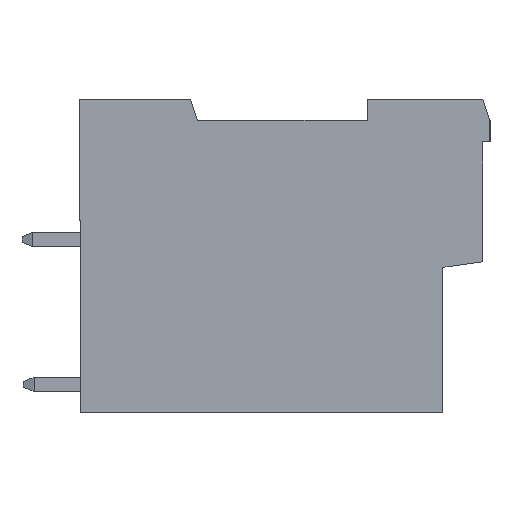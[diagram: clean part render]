
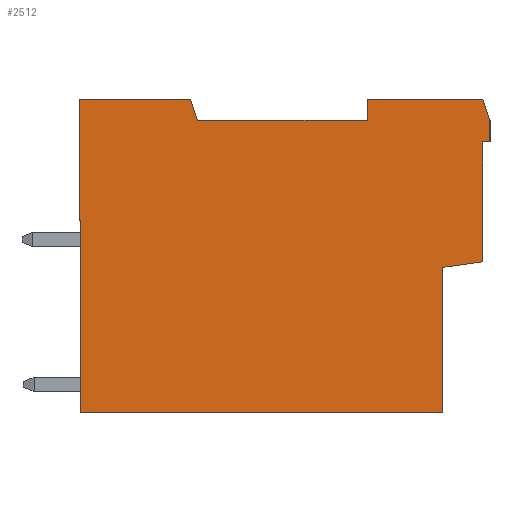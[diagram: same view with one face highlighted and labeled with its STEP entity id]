
A CAD part, left-side view. The second image highlights one B-rep face of the part: STEP entity #2512.
In plain terms, the highlighted planar face has unit normal (-1, 0, 0).
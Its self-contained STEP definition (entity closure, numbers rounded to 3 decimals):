
#2512 = ADVANCED_FACE( '', ( #5247 ), #5248, .T. );
#5247 = FACE_OUTER_BOUND( '', #8227, .T. );
#5248 = PLANE( '', #8228 );
#8227 = EDGE_LOOP( '', ( #15333, #15334, #15335, #15336, #15337, #15338, #15339, #15340, #15341, #15342, #15343, #15344, #15345, #15346, #15347 ) );
#8228 = AXIS2_PLACEMENT_3D( '', #15348, #15349, #15350 );
#15333 = ORIENTED_EDGE( '', *, *, #20973, .T. );
#15334 = ORIENTED_EDGE( '', *, *, #20709, .F. );
#15335 = ORIENTED_EDGE( '', *, *, #19804, .T. );
#15336 = ORIENTED_EDGE( '', *, *, #20847, .T. );
#15337 = ORIENTED_EDGE( '', *, *, #19975, .T. );
#15338 = ORIENTED_EDGE( '', *, *, #20913, .T. );
#15339 = ORIENTED_EDGE( '', *, *, #21133, .T. );
#15340 = ORIENTED_EDGE( '', *, *, #20260, .T. );
#15341 = ORIENTED_EDGE( '', *, *, #20721, .T. );
#15342 = ORIENTED_EDGE( '', *, *, #20773, .T. );
#15343 = ORIENTED_EDGE( '', *, *, #18685, .T. );
#15344 = ORIENTED_EDGE( '', *, *, #18180, .T. );
#15345 = ORIENTED_EDGE( '', *, *, #21134, .T. );
#15346 = ORIENTED_EDGE( '', *, *, #18429, .T. );
#15347 = ORIENTED_EDGE( '', *, *, #21135, .T. );
#15348 = CARTESIAN_POINT( '', ( -21.32, 0., 0. ) );
#15349 = DIRECTION( '', ( -1., 0., 0. ) );
#15350 = DIRECTION( '', ( 0., 0., 1. ) );
#18180 = EDGE_CURVE( '', #21783, #21781, #21784, .T. );
#18429 = EDGE_CURVE( '', #22241, #22239, #22242, .F. );
#18685 = EDGE_CURVE( '', #22688, #21783, #22689, .T. );
#19804 = EDGE_CURVE( '', #24527, #24525, #24528, .T. );
#19975 = EDGE_CURVE( '', #24810, #24808, #24811, .T. );
#20260 = EDGE_CURVE( '', #25226, #25227, #25228, .T. );
#20709 = EDGE_CURVE( '', #24527, #25831, #25834, .T. );
#20721 = EDGE_CURVE( '', #25227, #25847, #25849, .T. );
#20773 = EDGE_CURVE( '', #25847, #22688, #25918, .F. );
#20847 = EDGE_CURVE( '', #24525, #24810, #26015, .T. );
#20913 = EDGE_CURVE( '', #24808, #26098, #26100, .T. );
#20973 = EDGE_CURVE( '', #26180, #25831, #26181, .T. );
#21133 = EDGE_CURVE( '', #26098, #25226, #26376, .T. );
#21134 = EDGE_CURVE( '', #21781, #22241, #26377, .T. );
#21135 = EDGE_CURVE( '', #22239, #26180, #26378, .T. );
#21781 = VERTEX_POINT( '', #27128 );
#21783 = VERTEX_POINT( '', #27131 );
#21784 = LINE( '', #27132, #27133 );
#22239 = VERTEX_POINT( '', #27785 );
#22241 = VERTEX_POINT( '', #27788 );
#22242 = LINE( '', #27789, #27790 );
#22688 = VERTEX_POINT( '', #28429 );
#22689 = LINE( '', #28430, #28431 );
#24525 = VERTEX_POINT( '', #31101 );
#24527 = VERTEX_POINT( '', #31104 );
#24528 = LINE( '', #31105, #31106 );
#24808 = VERTEX_POINT( '', #31522 );
#24810 = VERTEX_POINT( '', #31525 );
#24811 = LINE( '', #31526, #31527 );
#25226 = VERTEX_POINT( '', #32143 );
#25227 = VERTEX_POINT( '', #32144 );
#25228 = LINE( '', #32145, #32146 );
#25831 = VERTEX_POINT( '', #33027 );
#25834 = LINE( '', #33032, #33033 );
#25847 = VERTEX_POINT( '', #33054 );
#25849 = LINE( '', #33057, #33058 );
#25918 = LINE( '', #33163, #33164 );
#26015 = LINE( '', #33307, #33308 );
#26098 = VERTEX_POINT( '', #33438 );
#26100 = LINE( '', #33441, #33442 );
#26180 = VERTEX_POINT( '', #33561 );
#26181 = LINE( '', #33562, #33563 );
#26376 = LINE( '', #33844, #33845 );
#26377 = LINE( '', #33846, #33847 );
#26378 = LINE( '', #33848, #33849 );
#27128 = CARTESIAN_POINT( '', ( -21.32, -5.95, 9.5 ) );
#27131 = CARTESIAN_POINT( '', ( -21.32, -5.95, 11. ) );
#27132 = CARTESIAN_POINT( '', ( -21.32, -5.95, 11. ) );
#27133 = VECTOR( '', #34765, 1000. );
#27785 = CARTESIAN_POINT( '', ( -21.32, 6.45, 11. ) );
#27788 = CARTESIAN_POINT( '', ( -21.32, 5.95, 9.5 ) );
#27789 = CARTESIAN_POINT( '', ( -21.32, 2.505, -0.835 ) );
#27790 = VECTOR( '', #35000, 1000. );
#28429 = CARTESIAN_POINT( '', ( -21.32, -14.05, 11. ) );
#28430 = CARTESIAN_POINT( '', ( -21.32, -14.55, 11. ) );
#28431 = VECTOR( '', #35233, 1000. );
#31101 = CARTESIAN_POINT( '', ( -21.32, 14.15, -11. ) );
#31104 = CARTESIAN_POINT( '', ( -21.32, 14.15, 2.5 ) );
#31105 = CARTESIAN_POINT( '', ( -21.32, 14.15, 2.5 ) );
#31106 = VECTOR( '', #36294, 1000. );
#31522 = CARTESIAN_POINT( '', ( -21.32, -11.25, -0.8 ) );
#31525 = CARTESIAN_POINT( '', ( -21.32, -11.25, -11. ) );
#31526 = CARTESIAN_POINT( '', ( -21.32, -11.25, -11. ) );
#31527 = VECTOR( '', #36471, 1000. );
#32143 = CARTESIAN_POINT( '', ( -21.32, -14.05, 8. ) );
#32144 = CARTESIAN_POINT( '', ( -21.32, -14.55, 8. ) );
#32145 = CARTESIAN_POINT( '', ( -21.32, -14.55, 8. ) );
#32146 = VECTOR( '', #36715, 1000. );
#33027 = CARTESIAN_POINT( '', ( -21.32, 14.25, 2.5 ) );
#33032 = CARTESIAN_POINT( '', ( -21.32, 14.15, 2.5 ) );
#33033 = VECTOR( '', #37077, 1000. );
#33054 = CARTESIAN_POINT( '', ( -21.32, -14.55, 9.5 ) );
#33057 = CARTESIAN_POINT( '', ( -21.32, -14.55, 8. ) );
#33058 = VECTOR( '', #37087, 1000. );
#33163 = CARTESIAN_POINT( '', ( -21.32, -15.945, 5.315 ) );
#33164 = VECTOR( '', #37124, 1000. );
#33307 = CARTESIAN_POINT( '', ( -21.32, 14.25, -11. ) );
#33308 = VECTOR( '', #37186, 1000. );
#33438 = CARTESIAN_POINT( '', ( -21.32, -14.05, -0.4 ) );
#33441 = CARTESIAN_POINT( '', ( -21.32, -11.25, -0.8 ) );
#33442 = VECTOR( '', #37235, 1000. );
#33561 = CARTESIAN_POINT( '', ( -21.32, 14.25, 11. ) );
#33562 = CARTESIAN_POINT( '', ( -21.32, 14.25, 11. ) );
#33563 = VECTOR( '', #37284, 1000. );
#33844 = CARTESIAN_POINT( '', ( -21.32, -14.05, 8. ) );
#33845 = VECTOR( '', #37407, 1000. );
#33846 = CARTESIAN_POINT( '', ( -21.32, -5.95, 9.5 ) );
#33847 = VECTOR( '', #37408, 1000. );
#33848 = CARTESIAN_POINT( '', ( -21.32, 5.95, 11. ) );
#33849 = VECTOR( '', #37409, 1000. );
#34765 = DIRECTION( '', ( 0., 0., -1. ) );
#35000 = DIRECTION( '', ( 0., -0.316, -0.949 ) );
#35233 = DIRECTION( '', ( 0., 1., 0. ) );
#36294 = DIRECTION( '', ( 0., 0., -1. ) );
#36471 = DIRECTION( '', ( 0., 0., 1. ) );
#36715 = DIRECTION( '', ( 0., -1., 0. ) );
#37077 = DIRECTION( '', ( 0., 1., 0. ) );
#37087 = DIRECTION( '', ( 0., 0., 1. ) );
#37124 = DIRECTION( '', ( 0., -0.316, -0.949 ) );
#37186 = DIRECTION( '', ( 0., -1., 0. ) );
#37235 = DIRECTION( '', ( 0., -0.99, 0.141 ) );
#37284 = DIRECTION( '', ( 0., 0., -1. ) );
#37407 = DIRECTION( '', ( 0., 0., 1. ) );
#37408 = DIRECTION( '', ( 0., 1., 0. ) );
#37409 = DIRECTION( '', ( 0., 1., 0. ) );
